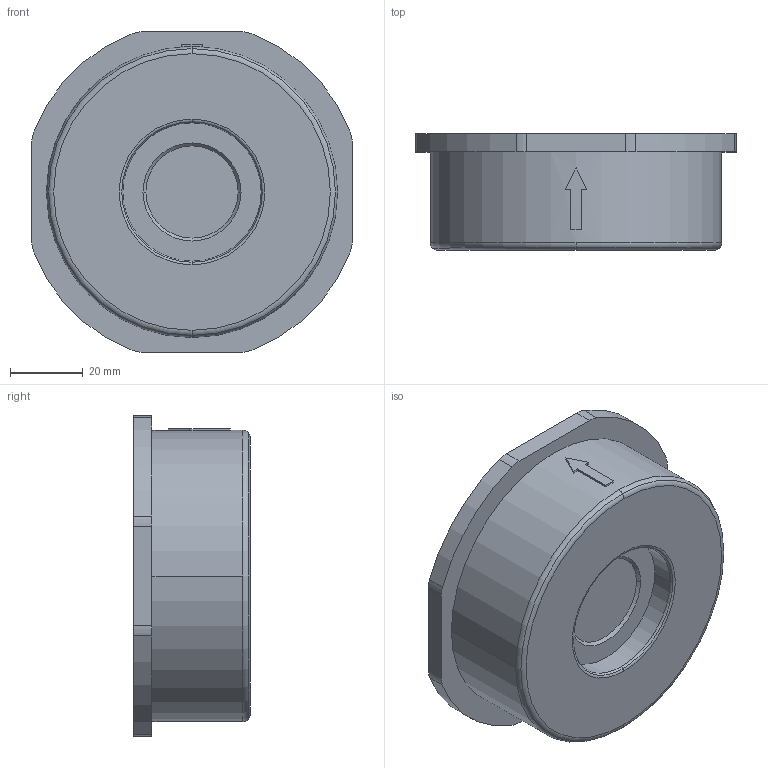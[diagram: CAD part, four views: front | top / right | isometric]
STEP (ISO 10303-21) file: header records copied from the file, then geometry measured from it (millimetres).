
FILE_DESCRIPTION((''),'2;1');
FILE_NAME('2026-DN40_ASM','2015-10-16T',('Administrator'),(''),'PRO/ENGINEER BY PARAMETRIC TECHNOLOGY CORPORATION, 2011080','PRO/ENGINEER BY PARAMETRIC TECHNOLOGY CORPORATION, 2011080','');
FILE_SCHEMA(('CONFIG_CONTROL_DESIGN'));
Length unit declared in the file: millimetre
Products named in the file (5): TMP_DWG-3DSOLID_88090; TMP_DWG-3DSOLID_88108; TMP_DWG-3DSOLID_88116; PRT0051; 2026-DN40_ASM
Assembly tree (4 placements, depth 2):
  2026-DN40_ASM
    TMP_DWG-3DSOLID_88090
    TMP_DWG-3DSOLID_88108
    TMP_DWG-3DSOLID_88116
    PRT0051
Bounding box: 88 x 32 x 88 mm (x, y, z)
Volume: 69888.5 mm3; surface area: 34016.2 mm2
Topology: 3 solids, 3 shells, 108 faces, 294 edges, 199 vertices
Faces by surface type: plane 53, cylinder 36, torus 15, cone 4
Entity records: 3716 total; most frequent: CARTESIAN_POINT 723, DIRECTION 656, ORIENTED_EDGE 588, EDGE_CURVE 294, AXIS2_PLACEMENT_3D 263, VERTEX_POINT 199, CIRCLE 146, VECTOR 130
